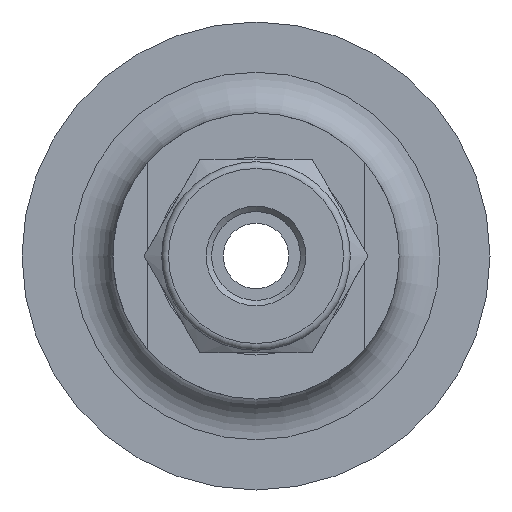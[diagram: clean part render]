
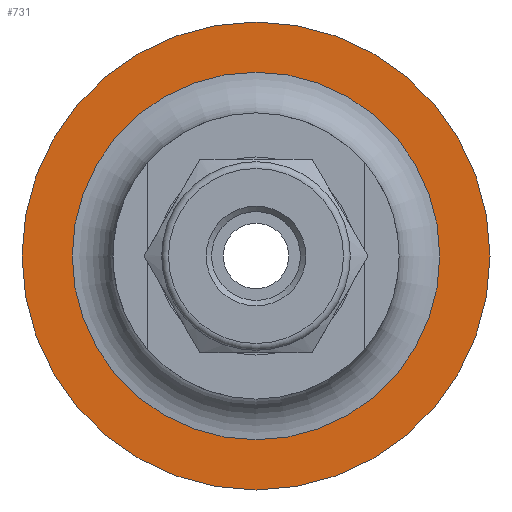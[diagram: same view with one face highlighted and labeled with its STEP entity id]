
A CAD part, left-side view. The second image highlights one B-rep face of the part: STEP entity #731.
In plain terms, the highlighted planar face has unit normal (-1, 0, 0).
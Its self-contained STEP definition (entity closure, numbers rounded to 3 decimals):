
#23=FACE_BOUND('',#197,.T.);
#92=CIRCLE('',#846,13.55);
#93=CIRCLE('',#848,17.25);
#145=FACE_OUTER_BOUND('',#196,.T.);
#196=EDGE_LOOP('',(#655));
#197=EDGE_LOOP('',(#656));
#356=VERTEX_POINT('',#1319);
#357=VERTEX_POINT('',#1323);
#458=EDGE_CURVE('',#356,#356,#92,.T.);
#459=EDGE_CURVE('',#357,#357,#93,.T.);
#655=ORIENTED_EDGE('',*,*,#459,.F.);
#656=ORIENTED_EDGE('',*,*,#458,.T.);
#687=PLANE('',#847);
#731=ADVANCED_FACE('',(#145,#23),#687,.T.);
#846=AXIS2_PLACEMENT_3D('',#1321,#1074,#1075);
#847=AXIS2_PLACEMENT_3D('',#1322,#1076,#1077);
#848=AXIS2_PLACEMENT_3D('',#1324,#1078,#1079);
#1074=DIRECTION('center_axis',(1.,0.,0.));
#1075=DIRECTION('ref_axis',(0.,0.,-1.));
#1076=DIRECTION('center_axis',(-1.,0.,0.));
#1077=DIRECTION('ref_axis',(0.,0.,1.));
#1078=DIRECTION('center_axis',(1.,0.,0.));
#1079=DIRECTION('ref_axis',(0.,0.,-1.));
#1319=CARTESIAN_POINT('',(75.944,0.,13.55));
#1321=CARTESIAN_POINT('Origin',(75.944,0.,0.));
#1322=CARTESIAN_POINT('Origin',(75.944,17.25,0.));
#1323=CARTESIAN_POINT('',(75.944,-17.25,0.));
#1324=CARTESIAN_POINT('Origin',(75.944,0.,0.));
